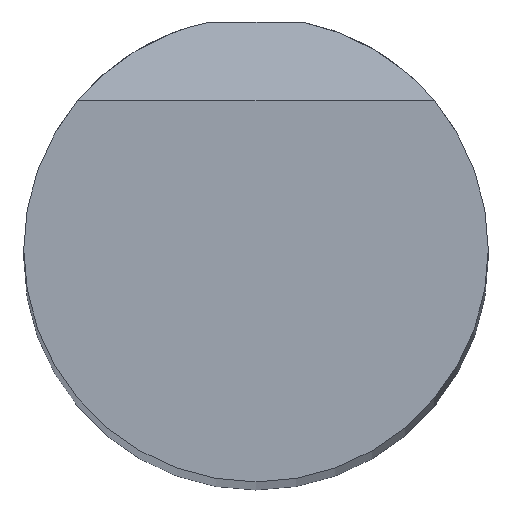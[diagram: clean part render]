
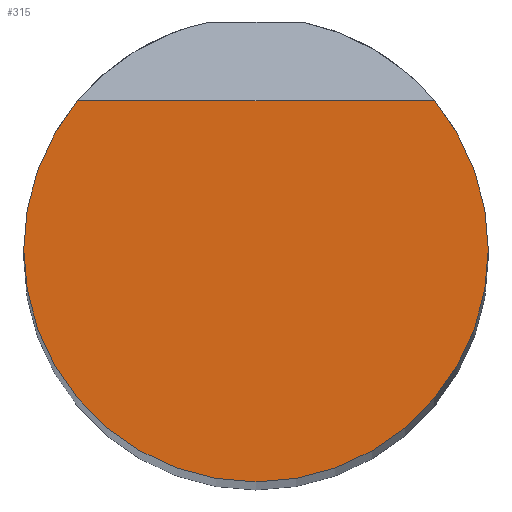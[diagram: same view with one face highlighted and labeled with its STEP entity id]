
A CAD part, top view. The second image highlights one B-rep face of the part: STEP entity #315.
In plain terms, the highlighted planar face has unit normal (0, 0, 1).
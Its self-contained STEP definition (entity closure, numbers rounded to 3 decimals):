
#19 = DIRECTION ( 'NONE',  ( 0., 0., 1. ) ) ;
#114 = CARTESIAN_POINT ( 'NONE',  ( -12.5, 0., 250. ) ) ;
#302 = DIRECTION ( 'NONE',  ( -1., 0., 0. ) ) ;
#315 = ADVANCED_FACE ( 'NONE', ( #338 ), #1766, .T. ) ;
#338 = FACE_OUTER_BOUND ( 'NONE', #1760, .T. ) ;
#373 = AXIS2_PLACEMENT_3D ( 'NONE', #4519, #2182, #1388 ) ;
#791 = LINE ( 'NONE', #1503, #3854 ) ;
#1088 = CARTESIAN_POINT ( 'NONE',  ( 0., 0., 250. ) ) ;
#1353 = CARTESIAN_POINT ( 'NONE',  ( 0., 0., 250. ) ) ;
#1388 = DIRECTION ( 'NONE',  ( -1., 0., 0. ) ) ;
#1398 = CIRCLE ( 'NONE', #1969, 12.5 ) ;
#1450 = CARTESIAN_POINT ( 'NONE',  ( 12.5, 0., 250. ) ) ;
#1503 = CARTESIAN_POINT ( 'NONE',  ( 0., 8.002, 250. ) ) ;
#1541 = EDGE_CURVE ( 'NONE', #4337, #3179, #1749, .T. ) ;
#1644 = ORIENTED_EDGE ( 'NONE', *, *, #4086, .T. ) ;
#1749 = CIRCLE ( 'NONE', #3423, 12.5 ) ;
#1760 = EDGE_LOOP ( 'NONE', ( #2403, #1644, #3025, #3477 ) ) ;
#1766 = PLANE ( 'NONE',  #3815 ) ;
#1969 = AXIS2_PLACEMENT_3D ( 'NONE', #1353, #3414, #302 ) ;
#1984 = EDGE_CURVE ( 'NONE', #3179, #2231, #1398, .T. ) ;
#2056 = DIRECTION ( 'NONE',  ( -1., 0., 0. ) ) ;
#2182 = DIRECTION ( 'NONE',  ( 0., 0., -1. ) ) ;
#2231 = VERTEX_POINT ( 'NONE', #4434 ) ;
#2323 = CARTESIAN_POINT ( 'NONE',  ( 9.603, 8.002, 250. ) ) ;
#2403 = ORIENTED_EDGE ( 'NONE', *, *, #3465, .F. ) ;
#2411 = DIRECTION ( 'NONE',  ( 0., 0., -1. ) ) ;
#2577 = DIRECTION ( 'NONE',  ( -1., 0., 0. ) ) ;
#3025 = ORIENTED_EDGE ( 'NONE', *, *, #1984, .F. ) ;
#3179 = VERTEX_POINT ( 'NONE', #114 ) ;
#3302 = VERTEX_POINT ( 'NONE', #2323 ) ;
#3414 = DIRECTION ( 'NONE',  ( 0., 0., -1. ) ) ;
#3423 = AXIS2_PLACEMENT_3D ( 'NONE', #1088, #2411, #2056 ) ;
#3465 = EDGE_CURVE ( 'NONE', #3302, #4337, #4317, .T. ) ;
#3477 = ORIENTED_EDGE ( 'NONE', *, *, #1541, .F. ) ;
#3522 = CARTESIAN_POINT ( 'NONE',  ( 0., 0., 250. ) ) ;
#3815 = AXIS2_PLACEMENT_3D ( 'NONE', #3522, #19, #4518 ) ;
#3854 = VECTOR ( 'NONE', #2577, 1000. ) ;
#4086 = EDGE_CURVE ( 'NONE', #3302, #2231, #791, .T. ) ;
#4317 = CIRCLE ( 'NONE', #373, 12.5 ) ;
#4337 = VERTEX_POINT ( 'NONE', #1450 ) ;
#4434 = CARTESIAN_POINT ( 'NONE',  ( -9.603, 8.002, 250. ) ) ;
#4518 = DIRECTION ( 'NONE',  ( 1., 0., 0. ) ) ;
#4519 = CARTESIAN_POINT ( 'NONE',  ( 0., 0., 250. ) ) ;
